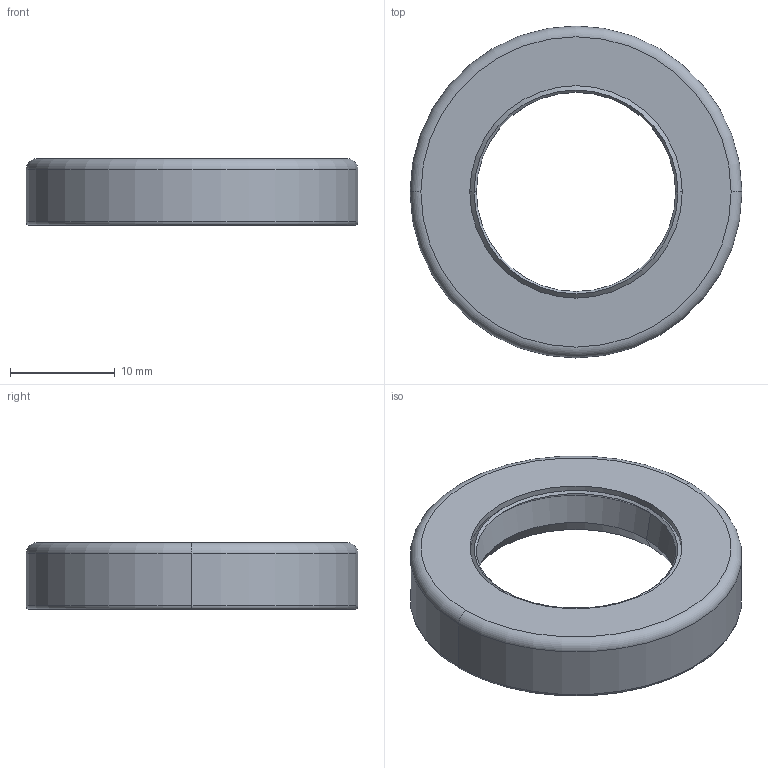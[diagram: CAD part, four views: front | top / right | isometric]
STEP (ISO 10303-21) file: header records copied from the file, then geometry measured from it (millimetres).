
FILE_DESCRIPTION (( 'STEP AP203' ), '1' );
FILE_NAME ('5154T350_OIL-RESISTANT SHAFT SEAL_2022_5154T35_sldprt.STEP', '2023-01-20T01:32:53', ( '' ), ( '' ), 'SwSTEP 2.0', 'SolidWorks 2022', '' );
FILE_SCHEMA (( 'CONFIG_CONTROL_DESIGN' ));
Length unit declared in the file: inch
Products named in the file (1): 5154T350_OIL-RESISTANT SHAFT SEAL_2022_5154T35_sldprt
Bounding box: 31.75 x 31.75 x 6.35 mm (x, y, z)
Volume: 1024.4 mm3; surface area: 2991.5 mm2
Topology: 2 solids, 2 shells, 45 faces, 90 edges, 50 vertices
Faces by surface type: torus 16, cylinder 12, cone 12, plane 5
Entity records: 1255 total; most frequent: DIRECTION 248, CARTESIAN_POINT 186, ORIENTED_EDGE 180, AXIS2_PLACEMENT_3D 112, EDGE_CURVE 90, CIRCLE 66, EDGE_LOOP 50, VERTEX_POINT 50
